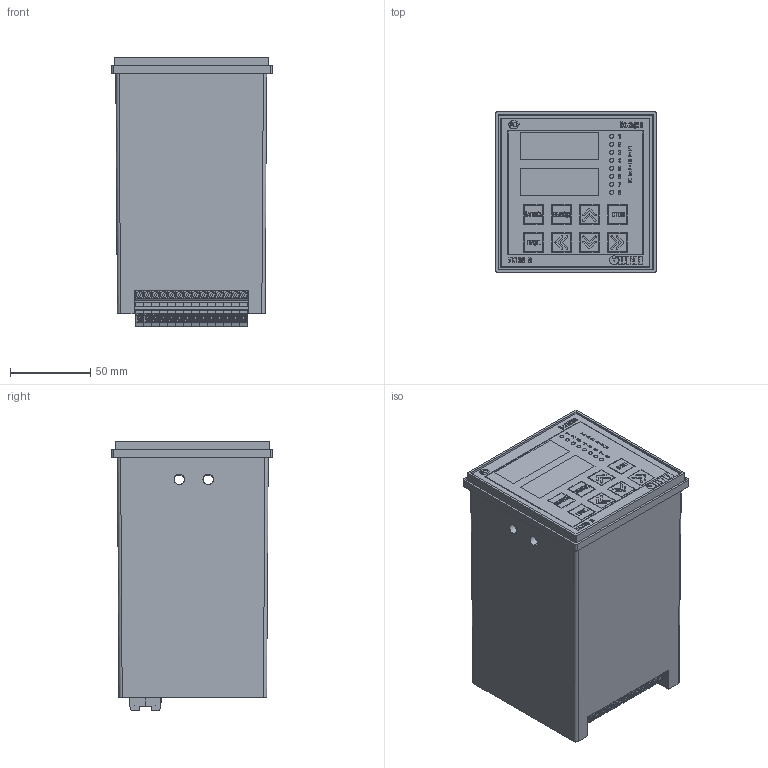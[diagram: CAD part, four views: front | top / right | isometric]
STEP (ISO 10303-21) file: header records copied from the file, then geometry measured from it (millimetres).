
FILE_DESCRIPTION (( 'STEP AP214' ), '1' );
FILE_NAME ('3D Ìîäåëü ÓÊÒ38-Â.STEP', '2015-07-07T09:11:29', ( '' ), ( '' ), 'SwSTEP 2.0', 'SolidWorks 2014', '' );
FILE_SCHEMA (( 'AUTOMOTIVE_DESIGN' ));
Length unit declared in the file: millimetre
Products named in the file (6): Ðåçèíêà; Êëåììà âûñîêàÿ 14; ÓÊÒ38-Â_øèëüäèê; Klemma_vysokaya; ÓÊÒ38-Â_êîðïóñ; 3D Ìîäåëü ÓÊÒ38-Â
Assembly tree (46 placements, depth 3):
  3D Ìîäåëü ÓÊÒ38-Â
    ÓÊÒ38-Â_êîðïóñ
    Klemma_vysokaya  x28
    ÓÊÒ38-Â_øèëüäèê
    Êëåììà âûñîêàÿ 14
      Klemma_vysokaya  x14
    Ðåçèíêà
Bounding box: 100 x 100 x 168.25 mm (x, y, z)
Volume: 1316264.9 mm3; surface area: 147017.6 mm2
Topology: 69 solids, 69 shells, 2743 faces, 6826 edges, 4495 vertices
Faces by surface type: plane 2227, cylinder 356, bspline 160
Entity records: 47232 total; most frequent: CARTESIAN_POINT 20840, ORIENTED_EDGE 5124, DIRECTION 4097, EDGE_CURVE 2562, VECTOR 2177, LINE 2177, VERTEX_POINT 1707, EDGE_LOOP 1139
